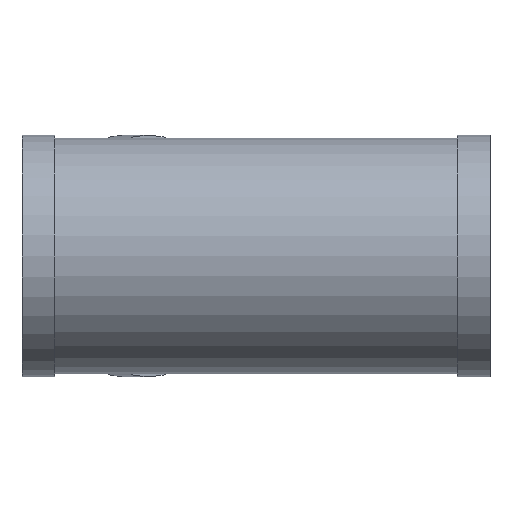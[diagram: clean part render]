
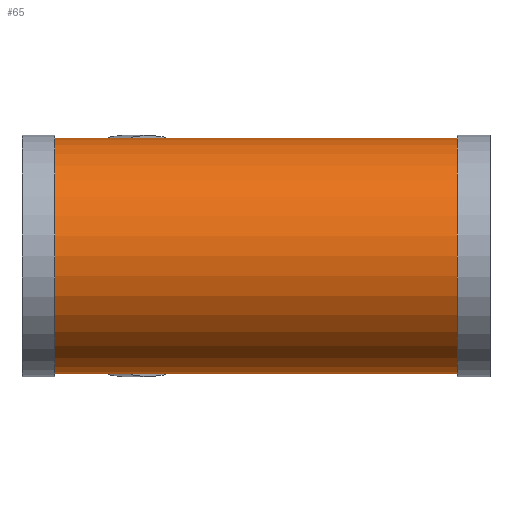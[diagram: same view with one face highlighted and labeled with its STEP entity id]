
A CAD part, front view. The second image highlights one B-rep face of the part: STEP entity #65.
In plain terms, the highlighted cylindrical face has radius 157.5 mm (diameter 315 mm), a full revolution.
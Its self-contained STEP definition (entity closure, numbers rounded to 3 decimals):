
#65 = ADVANCED_FACE( '', ( #142, #143, #144 ), #145, .T. );
#142 = FACE_OUTER_BOUND( '', #227, .T. );
#143 = FACE_BOUND( '', #228, .T. );
#144 = FACE_OUTER_BOUND( '', #229, .T. );
#145 = CYLINDRICAL_SURFACE( '', #230, 157.5 );
#227 = EDGE_LOOP( '', ( #330 ) );
#228 = EDGE_LOOP( '', ( #331, #332 ) );
#229 = EDGE_LOOP( '', ( #333 ) );
#230 = AXIS2_PLACEMENT_3D( '', #334, #335, #336 );
#330 = ORIENTED_EDGE( '', *, *, #411, .T. );
#331 = ORIENTED_EDGE( '', *, *, #398, .F. );
#332 = ORIENTED_EDGE( '', *, *, #399, .F. );
#333 = ORIENTED_EDGE( '', *, *, #403, .F. );
#334 = CARTESIAN_POINT( '', ( 312.5, 0., 0. ) );
#335 = DIRECTION( '', ( -1., 0., 0. ) );
#336 = DIRECTION( '', ( 0., 0., -1. ) );
#398 = EDGE_CURVE( '', #449, #450, #451, .F. );
#399 = EDGE_CURVE( '', #450, #449, #452, .F. );
#403 = EDGE_CURVE( '', #457, #457, #458, .T. );
#411 = EDGE_CURVE( '', #470, #470, #471, .T. );
#449 = VERTEX_POINT( '', #512 );
#450 = VERTEX_POINT( '', #513 );
#451 = ELLIPSE( '', #514, 411.567, 157.5 );
#452 = ELLIPSE( '', #515, 170.477, 157.5 );
#457 = VERTEX_POINT( '', #520 );
#458 = CIRCLE( '', #521, 157.5 );
#470 = VERTEX_POINT( '', #533 );
#471 = CIRCLE( '', #534, 157.5 );
#512 = CARTESIAN_POINT( '', ( 157.5, 0., -157.5 ) );
#513 = CARTESIAN_POINT( '', ( 157.5, 0., 157.5 ) );
#514 = AXIS2_PLACEMENT_3D( '', #578, #579, #580 );
#515 = AXIS2_PLACEMENT_3D( '', #581, #582, #583 );
#520 = CARTESIAN_POINT( '', ( 268.5, 0., -157.5 ) );
#521 = AXIS2_PLACEMENT_3D( '', #587, #588, #589 );
#533 = CARTESIAN_POINT( '', ( -268.5, 0., -157.5 ) );
#534 = AXIS2_PLACEMENT_3D( '', #602, #603, #604 );
#578 = CARTESIAN_POINT( '', ( 157.5, 0., 0. ) );
#579 = DIRECTION( '', ( -0.383, -0.924, 0. ) );
#580 = DIRECTION( '', ( 0.924, -0.383, 0. ) );
#581 = CARTESIAN_POINT( '', ( 157.5, 0., 0. ) );
#582 = DIRECTION( '', ( 0.924, -0.383, 0. ) );
#583 = DIRECTION( '', ( -0.383, -0.924, 0. ) );
#587 = CARTESIAN_POINT( '', ( 268.5, 0., 0. ) );
#588 = DIRECTION( '', ( 1., 0., 0. ) );
#589 = DIRECTION( '', ( 0., 0., -1. ) );
#602 = CARTESIAN_POINT( '', ( -268.5, 0., 0. ) );
#603 = DIRECTION( '', ( 1., 0., 0. ) );
#604 = DIRECTION( '', ( 0., 0., -1. ) );
